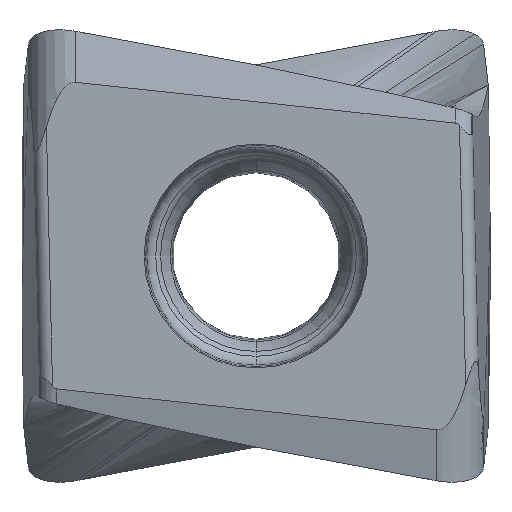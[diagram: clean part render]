
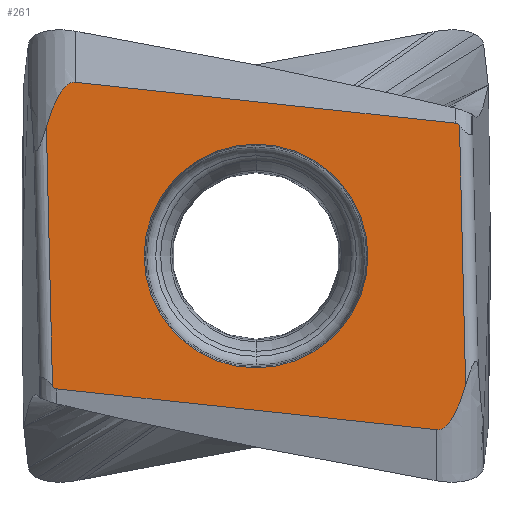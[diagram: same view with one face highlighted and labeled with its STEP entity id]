
A CAD part, front view. The second image highlights one B-rep face of the part: STEP entity #261.
In plain terms, the highlighted planar face has unit normal (0, -1, 0).
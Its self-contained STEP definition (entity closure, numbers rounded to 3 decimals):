
#107=CIRCLE('',#2384,2.988);
#108=CIRCLE('',#2386,2.988);
#112=FACE_BOUND('',#546,.T.);
#113=FACE_BOUND('',#547,.T.);
#261=ADVANCED_FACE('',(#112,#113),#341,.T.);
#341=PLANE('',#2387);
#546=EDGE_LOOP('',(#1085,#1086,#1087,#1088,#1089,#1090,#1091,#1092));
#547=EDGE_LOOP('',(#1093,#1094));
#699=B_SPLINE_CURVE_WITH_KNOTS('',3,(#4372,#4373,#4374,#4375,#4376,#4377,
#4378,#4379,#4380,#4381,#4382,#4383,#4384,#4385,#4386,#4387,#4388,#4389,
#4390,#4391),.UNSPECIFIED.,.F.,.F.,(4,1,1,1,1,1,1,1,1,1,1,1,1,1,1,1,1,4),
(0.,0.059,0.118,0.176,0.235,0.294,
0.353,0.412,0.471,0.529,0.588,
0.647,0.706,0.765,0.824,0.882,
0.941,1.),.UNSPECIFIED.);
#700=B_SPLINE_CURVE_WITH_KNOTS('',3,(#4396,#4397,#4398,#4399,#4400,#4401,
#4402,#4403),.UNSPECIFIED.,.F.,.F.,(4,1,1,1,1,4),(0.,0.2,0.4,0.6,0.8,1.),
 .UNSPECIFIED.);
#701=B_SPLINE_CURVE_WITH_KNOTS('',3,(#4407,#4408,#4409,#4410,#4411,#4412,
#4413,#4414,#4415,#4416,#4417,#4418,#4419,#4420,#4421,#4422,#4423,#4424,
#4425,#4426),.UNSPECIFIED.,.F.,.F.,(4,1,1,1,1,1,1,1,1,1,1,1,1,1,1,1,1,4),
(0.,0.059,0.118,0.176,0.235,0.294,
0.353,0.412,0.471,0.529,0.588,
0.647,0.706,0.765,0.824,0.882,
0.941,1.),.UNSPECIFIED.);
#702=B_SPLINE_CURVE_WITH_KNOTS('',3,(#4430,#4431,#4432,#4433,#4434,#4435,
#4436,#4437),.UNSPECIFIED.,.F.,.F.,(4,1,1,1,1,4),(0.,0.2,0.4,0.6,0.8,1.),
 .UNSPECIFIED.);
#1085=ORIENTED_EDGE('',*,*,#1837,.T.);
#1086=ORIENTED_EDGE('',*,*,#1838,.F.);
#1087=ORIENTED_EDGE('',*,*,#1839,.T.);
#1088=ORIENTED_EDGE('',*,*,#1840,.F.);
#1089=ORIENTED_EDGE('',*,*,#1841,.T.);
#1090=ORIENTED_EDGE('',*,*,#1842,.T.);
#1091=ORIENTED_EDGE('',*,*,#1843,.T.);
#1092=ORIENTED_EDGE('',*,*,#1844,.F.);
#1093=ORIENTED_EDGE('',*,*,#1836,.F.);
#1094=ORIENTED_EDGE('',*,*,#1845,.F.);
#1569=VERTEX_POINT('',#4367);
#1570=VERTEX_POINT('',#4369);
#1571=VERTEX_POINT('',#4392);
#1572=VERTEX_POINT('',#4393);
#1573=VERTEX_POINT('',#4395);
#1574=VERTEX_POINT('',#4404);
#1575=VERTEX_POINT('',#4406);
#1576=VERTEX_POINT('',#4427);
#1577=VERTEX_POINT('',#4429);
#1578=VERTEX_POINT('',#4438);
#1836=EDGE_CURVE('',#1570,#1569,#107,.T.);
#1837=EDGE_CURVE('',#1571,#1572,#699,.T.);
#1838=EDGE_CURVE('',#1573,#1572,#2048,.T.);
#1839=EDGE_CURVE('',#1573,#1574,#700,.T.);
#1840=EDGE_CURVE('',#1575,#1574,#2049,.T.);
#1841=EDGE_CURVE('',#1575,#1576,#701,.T.);
#1842=EDGE_CURVE('',#1576,#1577,#2050,.T.);
#1843=EDGE_CURVE('',#1577,#1578,#702,.T.);
#1844=EDGE_CURVE('',#1571,#1578,#2051,.T.);
#1845=EDGE_CURVE('',#1569,#1570,#108,.T.);
#2048=LINE('',#4394,#2192);
#2049=LINE('',#4405,#2193);
#2050=LINE('',#4428,#2194);
#2051=LINE('',#4439,#2195);
#2192=VECTOR('',#2662,1.);
#2193=VECTOR('',#2663,1.);
#2194=VECTOR('',#2664,1.);
#2195=VECTOR('',#2665,1.);
#2384=AXIS2_PLACEMENT_3D('',#4370,#2658,#2659);
#2386=AXIS2_PLACEMENT_3D('',#4440,#2666,#2667);
#2387=AXIS2_PLACEMENT_3D('',#4441,#2668,#2669);
#2658=DIRECTION('',(0.,-1.,0.));
#2659=DIRECTION('',(0.,0.,1.));
#2662=DIRECTION('',(-0.024,0.,1.));
#2663=DIRECTION('',(-0.994,0.,0.107));
#2664=DIRECTION('',(-0.024,0.,1.));
#2665=DIRECTION('',(0.994,0.,-0.107));
#2666=DIRECTION('',(0.,-1.,0.));
#2667=DIRECTION('',(0.,0.,-1.));
#2668=DIRECTION('',(0.,-1.,0.));
#2669=DIRECTION('',(-1.,0.,-0.024));
#4367=CARTESIAN_POINT('',(0.,0.,-2.988));
#4369=CARTESIAN_POINT('',(0.,0.,2.988));
#4370=CARTESIAN_POINT('',(0.,0.,0.));
#4372=CARTESIAN_POINT('',(-4.819,0.,4.641));
#4373=CARTESIAN_POINT('',(-4.834,0.,4.643));
#4374=CARTESIAN_POINT('',(-4.865,0.,4.643));
#4375=CARTESIAN_POINT('',(-4.912,0.,4.636));
#4376=CARTESIAN_POINT('',(-4.958,0.,4.621));
#4377=CARTESIAN_POINT('',(-5.006,0.,4.596));
#4378=CARTESIAN_POINT('',(-5.056,0.,4.56));
#4379=CARTESIAN_POINT('',(-5.108,0.,4.513));
#4380=CARTESIAN_POINT('',(-5.159,0.,4.457));
#4381=CARTESIAN_POINT('',(-5.208,0.,4.392));
#4382=CARTESIAN_POINT('',(-5.255,0.,4.321));
#4383=CARTESIAN_POINT('',(-5.299,0.,4.245));
#4384=CARTESIAN_POINT('',(-5.341,0.,4.164));
#4385=CARTESIAN_POINT('',(-5.383,0.,4.075));
#4386=CARTESIAN_POINT('',(-5.424,0.,3.978));
#4387=CARTESIAN_POINT('',(-5.467,0.,3.869));
#4388=CARTESIAN_POINT('',(-5.51,0.,3.748));
#4389=CARTESIAN_POINT('',(-5.555,0.,3.611));
#4390=CARTESIAN_POINT('',(-5.586,0.,3.508));
#4391=CARTESIAN_POINT('',(-5.601,0.,3.453));
#4392=CARTESIAN_POINT('',(-4.819,0.,4.641));
#4393=CARTESIAN_POINT('',(-5.601,0.,3.453));
#4394=CARTESIAN_POINT('',(-5.437,0.,-3.475));
#4395=CARTESIAN_POINT('',(-5.437,0.,-3.475));
#4396=CARTESIAN_POINT('',(-5.437,0.,-3.475));
#4397=CARTESIAN_POINT('',(-5.429,0.,-3.484));
#4398=CARTESIAN_POINT('',(-5.414,0.,-3.5));
#4399=CARTESIAN_POINT('',(-5.39,0.,-3.521));
#4400=CARTESIAN_POINT('',(-5.366,0.,-3.536));
#4401=CARTESIAN_POINT('',(-5.342,0.,-3.546));
#4402=CARTESIAN_POINT('',(-5.327,0.,-3.549));
#4403=CARTESIAN_POINT('',(-5.32,0.,-3.55));
#4404=CARTESIAN_POINT('',(-5.32,0.,-3.55));
#4405=CARTESIAN_POINT('',(4.819,0.,-4.641));
#4406=CARTESIAN_POINT('',(4.819,0.,-4.641));
#4407=CARTESIAN_POINT('',(4.819,0.,-4.641));
#4408=CARTESIAN_POINT('',(4.834,0.,-4.643));
#4409=CARTESIAN_POINT('',(4.865,0.,-4.643));
#4410=CARTESIAN_POINT('',(4.912,0.,-4.636));
#4411=CARTESIAN_POINT('',(4.958,0.,-4.621));
#4412=CARTESIAN_POINT('',(5.006,0.,-4.596));
#4413=CARTESIAN_POINT('',(5.056,0.,-4.56));
#4414=CARTESIAN_POINT('',(5.108,0.,-4.514));
#4415=CARTESIAN_POINT('',(5.159,0.,-4.457));
#4416=CARTESIAN_POINT('',(5.208,0.,-4.392));
#4417=CARTESIAN_POINT('',(5.254,0.,-4.321));
#4418=CARTESIAN_POINT('',(5.298,0.,-4.245));
#4419=CARTESIAN_POINT('',(5.341,0.,-4.164));
#4420=CARTESIAN_POINT('',(5.382,0.,-4.075));
#4421=CARTESIAN_POINT('',(5.424,0.,-3.978));
#4422=CARTESIAN_POINT('',(5.467,0.,-3.869));
#4423=CARTESIAN_POINT('',(5.51,0.,-3.748));
#4424=CARTESIAN_POINT('',(5.555,0.,-3.611));
#4425=CARTESIAN_POINT('',(5.586,0.,-3.508));
#4426=CARTESIAN_POINT('',(5.601,0.,-3.453));
#4427=CARTESIAN_POINT('',(5.601,0.,-3.453));
#4428=CARTESIAN_POINT('',(5.601,0.,-3.453));
#4429=CARTESIAN_POINT('',(5.437,0.,3.475));
#4430=CARTESIAN_POINT('',(5.437,0.,3.475));
#4431=CARTESIAN_POINT('',(5.429,0.,3.484));
#4432=CARTESIAN_POINT('',(5.414,0.,3.5));
#4433=CARTESIAN_POINT('',(5.39,0.,3.521));
#4434=CARTESIAN_POINT('',(5.366,0.,3.536));
#4435=CARTESIAN_POINT('',(5.342,0.,3.546));
#4436=CARTESIAN_POINT('',(5.327,0.,3.549));
#4437=CARTESIAN_POINT('',(5.32,0.,3.55));
#4438=CARTESIAN_POINT('',(5.32,0.,3.55));
#4439=CARTESIAN_POINT('',(-4.819,0.,4.641));
#4440=CARTESIAN_POINT('',(0.,0.,0.));
#4441=CARTESIAN_POINT('',(-5.351,0.,-7.129));
